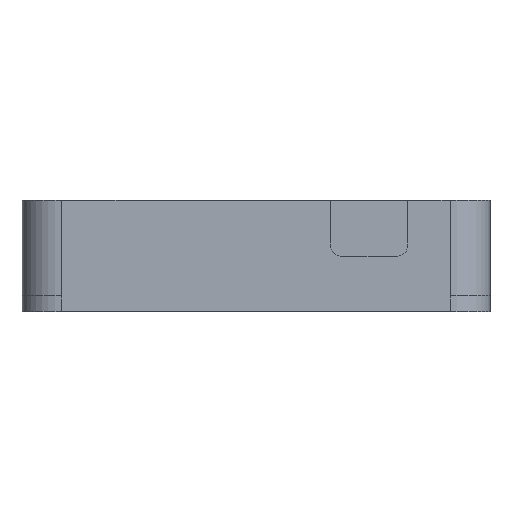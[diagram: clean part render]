
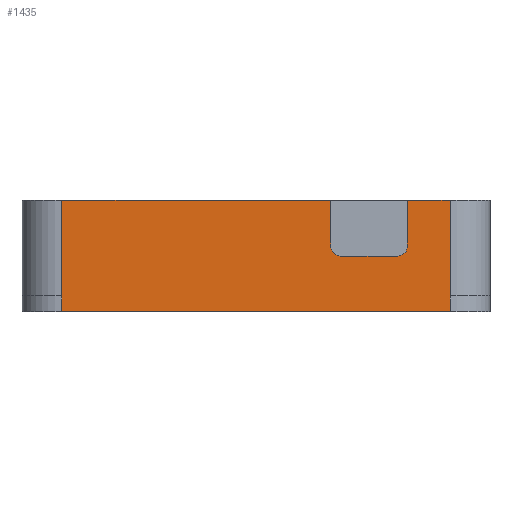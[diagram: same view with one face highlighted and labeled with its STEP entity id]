
A CAD part, left-side view. The second image highlights one B-rep face of the part: STEP entity #1435.
In plain terms, the highlighted planar face has unit normal (-1, 0, 0).
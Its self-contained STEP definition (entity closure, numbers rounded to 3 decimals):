
#524 = VERTEX_POINT('',#525);
#525 = CARTESIAN_POINT('',(-23.5,-15.2,0.));
#531 = EDGE_CURVE('',#524,#532,#534,.T.);
#532 = VERTEX_POINT('',#533);
#533 = CARTESIAN_POINT('',(-23.5,-19.5,0.));
#534 = LINE('',#535,#536);
#535 = CARTESIAN_POINT('',(-23.5,23.5,0.));
#536 = VECTOR('',#537,1.);
#537 = DIRECTION('',(0.,-1.,0.));
#598 = VERTEX_POINT('',#599);
#599 = CARTESIAN_POINT('',(-23.5,-19.5,-11.2));
#606 = EDGE_CURVE('',#598,#607,#609,.T.);
#607 = VERTEX_POINT('',#608);
#608 = CARTESIAN_POINT('',(-23.5,19.5,-11.2));
#609 = LINE('',#610,#611);
#610 = CARTESIAN_POINT('',(-23.5,-23.5,-11.2));
#611 = VECTOR('',#612,1.);
#612 = DIRECTION('',(0.,1.,0.));
#696 = VERTEX_POINT('',#697);
#697 = CARTESIAN_POINT('',(-23.5,19.5,-9.6));
#706 = EDGE_CURVE('',#696,#607,#707,.T.);
#707 = LINE('',#708,#709);
#708 = CARTESIAN_POINT('',(-23.5,19.5,-9.6));
#709 = VECTOR('',#710,1.);
#710 = DIRECTION('',(-0.,-0.,-1.));
#746 = VERTEX_POINT('',#747);
#747 = CARTESIAN_POINT('',(-23.5,19.5,0.));
#754 = EDGE_CURVE('',#746,#696,#755,.T.);
#755 = LINE('',#756,#757);
#756 = CARTESIAN_POINT('',(-23.5,19.5,0.));
#757 = VECTOR('',#758,1.);
#758 = DIRECTION('',(0.,0.,-1.));
#800 = EDGE_CURVE('',#746,#801,#803,.T.);
#801 = VERTEX_POINT('',#802);
#802 = CARTESIAN_POINT('',(-23.5,-7.5,0.));
#803 = LINE('',#804,#805);
#804 = CARTESIAN_POINT('',(-23.5,23.5,0.));
#805 = VECTOR('',#806,1.);
#806 = DIRECTION('',(0.,-1.,0.));
#1417 = VERTEX_POINT('',#1418);
#1418 = CARTESIAN_POINT('',(-23.5,-19.5,-9.6));
#1425 = EDGE_CURVE('',#532,#1417,#1426,.T.);
#1426 = LINE('',#1427,#1428);
#1427 = CARTESIAN_POINT('',(-23.5,-19.5,0.));
#1428 = VECTOR('',#1429,1.);
#1429 = DIRECTION('',(0.,0.,-1.));
#1435 = ADVANCED_FACE('',(#1436),#1490,.T.);
#1436 = FACE_BOUND('',#1437,.T.);
#1437 = EDGE_LOOP('',(#1438,#1446,#1447,#1448,#1449,#1450,#1456,#1457,
    #1458,#1466,#1475,#1483));
#1438 = ORIENTED_EDGE('',*,*,#1439,.F.);
#1439 = EDGE_CURVE('',#801,#1440,#1442,.T.);
#1440 = VERTEX_POINT('',#1441);
#1441 = CARTESIAN_POINT('',(-23.5,-7.5,-4.6));
#1442 = LINE('',#1443,#1444);
#1443 = CARTESIAN_POINT('',(-23.5,-7.5,0.));
#1444 = VECTOR('',#1445,1.);
#1445 = DIRECTION('',(0.,0.,-1.));
#1446 = ORIENTED_EDGE('',*,*,#800,.F.);
#1447 = ORIENTED_EDGE('',*,*,#754,.T.);
#1448 = ORIENTED_EDGE('',*,*,#706,.T.);
#1449 = ORIENTED_EDGE('',*,*,#606,.F.);
#1450 = ORIENTED_EDGE('',*,*,#1451,.F.);
#1451 = EDGE_CURVE('',#1417,#598,#1452,.T.);
#1452 = LINE('',#1453,#1454);
#1453 = CARTESIAN_POINT('',(-23.5,-19.5,-9.6));
#1454 = VECTOR('',#1455,1.);
#1455 = DIRECTION('',(-0.,-0.,-1.));
#1456 = ORIENTED_EDGE('',*,*,#1425,.F.);
#1457 = ORIENTED_EDGE('',*,*,#531,.F.);
#1458 = ORIENTED_EDGE('',*,*,#1459,.F.);
#1459 = EDGE_CURVE('',#1460,#524,#1462,.T.);
#1460 = VERTEX_POINT('',#1461);
#1461 = CARTESIAN_POINT('',(-23.5,-15.2,-4.6));
#1462 = LINE('',#1463,#1464);
#1463 = CARTESIAN_POINT('',(-23.5,-15.2,-5.6));
#1464 = VECTOR('',#1465,1.);
#1465 = DIRECTION('',(0.,0.,1.));
#1466 = ORIENTED_EDGE('',*,*,#1467,.T.);
#1467 = EDGE_CURVE('',#1460,#1468,#1470,.T.);
#1468 = VERTEX_POINT('',#1469);
#1469 = CARTESIAN_POINT('',(-23.5,-14.2,-5.6));
#1470 = CIRCLE('',#1471,1.);
#1471 = AXIS2_PLACEMENT_3D('',#1472,#1473,#1474);
#1472 = CARTESIAN_POINT('',(-23.5,-14.2,-4.6));
#1473 = DIRECTION('',(1.,0.,-0.));
#1474 = DIRECTION('',(0.,0.,1.));
#1475 = ORIENTED_EDGE('',*,*,#1476,.F.);
#1476 = EDGE_CURVE('',#1477,#1468,#1479,.T.);
#1477 = VERTEX_POINT('',#1478);
#1478 = CARTESIAN_POINT('',(-23.5,-8.5,-5.6));
#1479 = LINE('',#1480,#1481);
#1480 = CARTESIAN_POINT('',(-23.5,-7.5,-5.6));
#1481 = VECTOR('',#1482,1.);
#1482 = DIRECTION('',(0.,-1.,0.));
#1483 = ORIENTED_EDGE('',*,*,#1484,.F.);
#1484 = EDGE_CURVE('',#1440,#1477,#1485,.T.);
#1485 = CIRCLE('',#1486,1.);
#1486 = AXIS2_PLACEMENT_3D('',#1487,#1488,#1489);
#1487 = CARTESIAN_POINT('',(-23.5,-8.5,-4.6));
#1488 = DIRECTION('',(-1.,0.,0.));
#1489 = DIRECTION('',(0.,0.,1.));
#1490 = PLANE('',#1491);
#1491 = AXIS2_PLACEMENT_3D('',#1492,#1493,#1494);
#1492 = CARTESIAN_POINT('',(-23.5,0.,-6.26));
#1493 = DIRECTION('',(-1.,-0.,-0.));
#1494 = DIRECTION('',(0.,0.,-1.));
